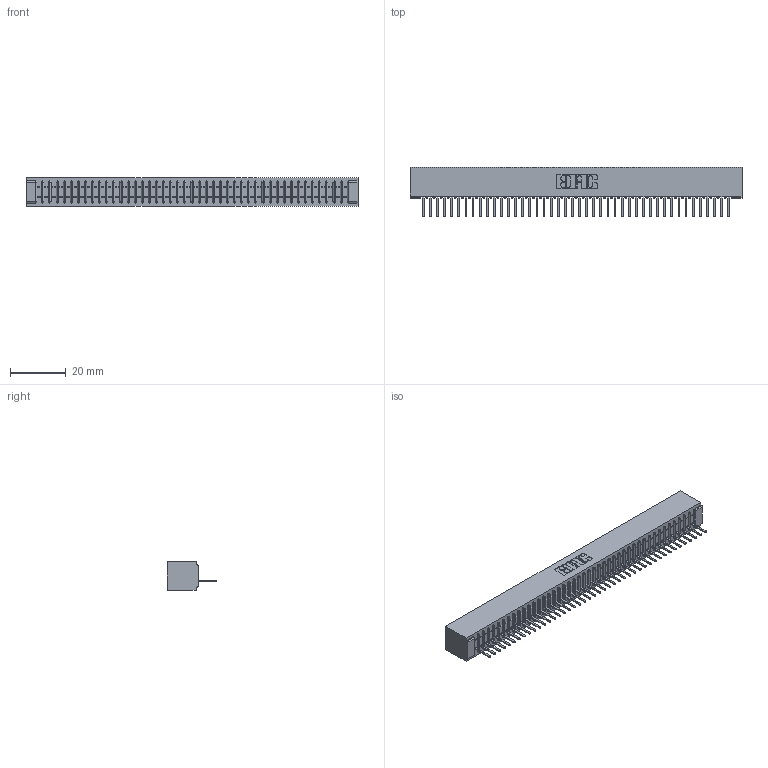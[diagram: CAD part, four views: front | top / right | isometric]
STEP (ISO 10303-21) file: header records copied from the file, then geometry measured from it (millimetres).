
FILE_DESCRIPTION (( 'STEP AP203' ), '1' );
FILE_NAME ('391-044-521-101.STEP', '2018-08-09T02:19:38', ( '' ), ( '' ), 'SwSTEP 2.0', 'SolidWorks 2016', '' );
FILE_SCHEMA (( 'CONFIG_CONTROL_DESIGN' ));
Length unit declared in the file: inch
Products named in the file (3): 341 Part_No Mounting Lugs; 341-292-001_341-292-121; 391-044-521-101
Assembly tree (45 placements, depth 2):
  391-044-521-101
    341 Part_No Mounting Lugs
    341-292-001_341-292-121  x44
Bounding box: 118.75 x 17.7 x 10.16 mm (x, y, z)
Volume: 8724.8 mm3; surface area: 14215.8 mm2
Topology: 45 solids, 45 shells, 3716 faces, 10720 edges, 6878 vertices
Faces by surface type: plane 2308, cylinder 1232, sphere 90, torus 86
Entity records: 51297 total; most frequent: CARTESIAN_POINT 8716, ORIENTED_EDGE 8704, DIRECTION 8410, EDGE_CURVE 4352, VECTOR 3522, LINE 3522, VERTEX_POINT 2750, AXIS2_PLACEMENT_3D 2444
